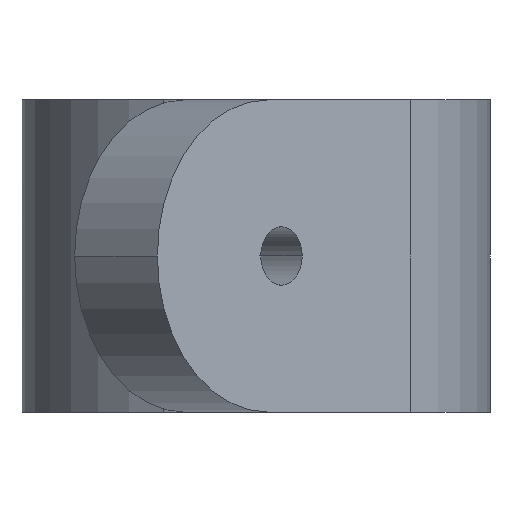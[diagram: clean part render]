
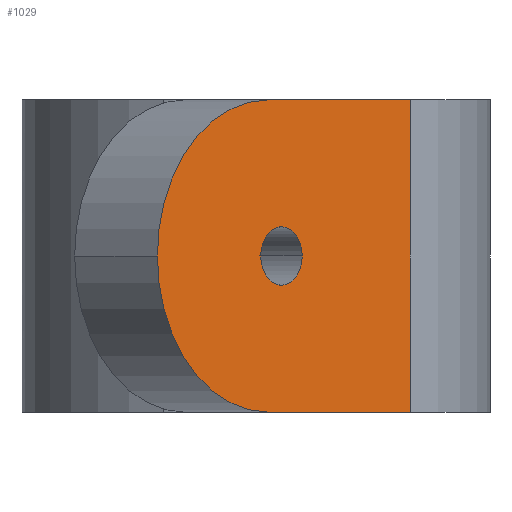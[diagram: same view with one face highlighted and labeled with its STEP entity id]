
A CAD part, left-side view. The second image highlights one B-rep face of the part: STEP entity #1029.
In plain terms, the highlighted planar face has unit normal (-0.707, -0.707, 0).
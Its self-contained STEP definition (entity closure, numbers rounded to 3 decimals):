
#32 = CARTESIAN_POINT ( 'NONE',  ( -2.121, -2.121, 8. ) ) ;
#43 = DIRECTION ( 'NONE',  ( -0.707, 0.707, 0. ) ) ;
#44 = FACE_BOUND ( 'NONE', #954, .T. ) ;
#47 = CARTESIAN_POINT ( 'NONE',  ( 4.357, -8.6, 8. ) ) ;
#49 = DIRECTION ( 'NONE',  ( 0.707, 0.707, 0. ) ) ;
#50 = ORIENTED_EDGE ( 'NONE', *, *, #480, .F. ) ;
#54 = CARTESIAN_POINT ( 'NONE',  ( 0.53, -4.773, 4. ) ) ;
#62 = AXIS2_PLACEMENT_3D ( 'NONE', #997, #538, #215 ) ;
#126 = CARTESIAN_POINT ( 'NONE',  ( 4.357, -8.6, 8. ) ) ;
#132 = CARTESIAN_POINT ( 'NONE',  ( 0.707, -4.95, 4. ) ) ;
#137 = ORIENTED_EDGE ( 'NONE', *, *, #853, .F. ) ;
#140 = VERTEX_POINT ( 'NONE', #1083 ) ;
#180 = CARTESIAN_POINT ( 'NONE',  ( -2.121, -2.121, 0. ) ) ;
#189 = DIRECTION ( 'NONE',  ( -0.707, 0.707, 0. ) ) ;
#194 = CARTESIAN_POINT ( 'NONE',  ( 1.591, -5.834, 4. ) ) ;
#211 = AXIS2_PLACEMENT_3D ( 'NONE', #132, #817, #43 ) ;
#215 = DIRECTION ( 'NONE',  ( 0.707, -0.707, 0. ) ) ;
#237 = DIRECTION ( 'NONE',  ( 0.707, -0.707, 0. ) ) ;
#246 = ORIENTED_EDGE ( 'NONE', *, *, #335, .T. ) ;
#257 = VERTEX_POINT ( 'NONE', #54 ) ;
#312 = AXIS2_PLACEMENT_3D ( 'NONE', #32, #49, #911 ) ;
#335 = EDGE_CURVE ( 'NONE', #140, #519, #856, .T. ) ;
#351 = VERTEX_POINT ( 'NONE', #360 ) ;
#360 = CARTESIAN_POINT ( 'NONE',  ( 0.707, -4.95, 0. ) ) ;
#379 = EDGE_CURVE ( 'NONE', #351, #540, #792, .T. ) ;
#391 = CARTESIAN_POINT ( 'NONE',  ( -2.121, -2.121, 4. ) ) ;
#445 = LINE ( 'NONE', #47, #557 ) ;
#460 = FACE_OUTER_BOUND ( 'NONE', #1121, .T. ) ;
#465 = VECTOR ( 'NONE', #1073, 1000. ) ;
#478 = CARTESIAN_POINT ( 'NONE',  ( -2.121, -2.121, 8. ) ) ;
#480 = EDGE_CURVE ( 'NONE', #493, #257, #544, .T. ) ;
#493 = VERTEX_POINT ( 'NONE', #194 ) ;
#508 = EDGE_CURVE ( 'NONE', #519, #351, #692, .T. ) ;
#518 = CARTESIAN_POINT ( 'NONE',  ( 0.707, -4.95, 4. ) ) ;
#519 = VERTEX_POINT ( 'NONE', #391 ) ;
#538 = DIRECTION ( 'NONE',  ( -0.707, -0.707, 0. ) ) ;
#540 = VERTEX_POINT ( 'NONE', #826 ) ;
#544 = CIRCLE ( 'NONE', #62, 0.75 ) ;
#547 = EDGE_CURVE ( 'NONE', #257, #493, #563, .T. ) ;
#557 = VECTOR ( 'NONE', #975, 1000. ) ;
#563 = CIRCLE ( 'NONE', #1129, 0.75 ) ;
#568 = CARTESIAN_POINT ( 'NONE',  ( 1.061, -5.303, 4. ) ) ;
#571 = ORIENTED_EDGE ( 'NONE', *, *, #1068, .F. ) ;
#592 = DIRECTION ( 'NONE',  ( 0.707, -0.707, 0. ) ) ;
#692 = CIRCLE ( 'NONE', #211, 4. ) ;
#722 = ORIENTED_EDGE ( 'NONE', *, *, #547, .F. ) ;
#742 = PLANE ( 'NONE',  #312 ) ;
#759 = DIRECTION ( 'NONE',  ( -0.707, -0.707, 0. ) ) ;
#771 = ORIENTED_EDGE ( 'NONE', *, *, #379, .T. ) ;
#775 = DIRECTION ( 'NONE',  ( -0.707, -0.707, 0. ) ) ;
#792 = LINE ( 'NONE', #180, #972 ) ;
#817 = DIRECTION ( 'NONE',  ( -0.707, -0.707, 0. ) ) ;
#826 = CARTESIAN_POINT ( 'NONE',  ( 4.357, -8.6, 0. ) ) ;
#853 = EDGE_CURVE ( 'NONE', #990, #540, #445, .T. ) ;
#856 = CIRCLE ( 'NONE', #929, 4. ) ;
#890 = ORIENTED_EDGE ( 'NONE', *, *, #508, .T. ) ;
#911 = DIRECTION ( 'NONE',  ( -0.707, 0.707, 0. ) ) ;
#929 = AXIS2_PLACEMENT_3D ( 'NONE', #518, #775, #189 ) ;
#954 = EDGE_LOOP ( 'NONE', ( #50, #722 ) ) ;
#972 = VECTOR ( 'NONE', #592, 1000. ) ;
#975 = DIRECTION ( 'NONE',  ( 0., 0., -1. ) ) ;
#989 = LINE ( 'NONE', #478, #465 ) ;
#990 = VERTEX_POINT ( 'NONE', #126 ) ;
#997 = CARTESIAN_POINT ( 'NONE',  ( 1.061, -5.303, 4. ) ) ;
#1029 = ADVANCED_FACE ( 'NONE', ( #44, #460 ), #742, .F. ) ;
#1068 = EDGE_CURVE ( 'NONE', #140, #990, #989, .T. ) ;
#1073 = DIRECTION ( 'NONE',  ( 0.707, -0.707, 0. ) ) ;
#1083 = CARTESIAN_POINT ( 'NONE',  ( 0.707, -4.95, 8. ) ) ;
#1121 = EDGE_LOOP ( 'NONE', ( #246, #890, #771, #137, #571 ) ) ;
#1129 = AXIS2_PLACEMENT_3D ( 'NONE', #568, #759, #237 ) ;
